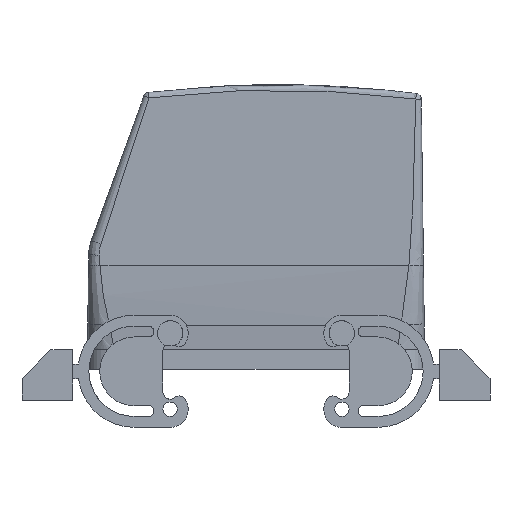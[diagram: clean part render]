
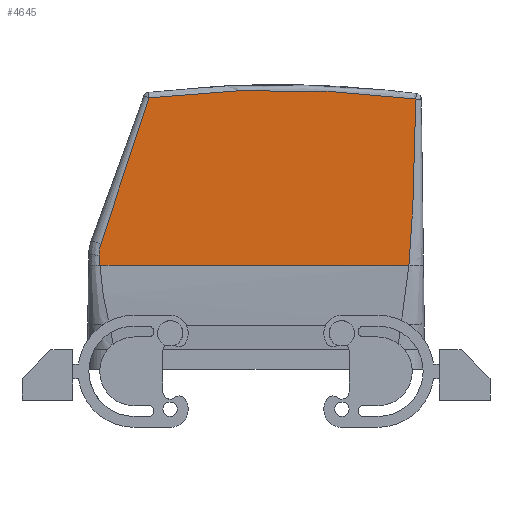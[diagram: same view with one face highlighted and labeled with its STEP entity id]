
A CAD part, left-side view. The second image highlights one B-rep face of the part: STEP entity #4645.
In plain terms, the highlighted planar face has unit normal (-1, 0, 0).
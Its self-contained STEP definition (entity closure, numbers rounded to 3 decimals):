
#2830=AXIS2_PLACEMENT_3D('Circle Axis2P3D',#2828,#2829,$) ;
#4627=AXIS2_PLACEMENT_3D('Plane Axis2P3D',#4624,#4625,#4626) ;
#2798=CARTESIAN_POINT('Vertex',(5.75,94.338,91.171)) ;
#2825=CARTESIAN_POINT('Vertex',(5.75,20.545,90.845)) ;
#2828=CARTESIAN_POINT('Axis2P3D Location',(5.75,58.75,-205.2)) ;
#3084=CARTESIAN_POINT('Vertex',(5.75,22.44,44.838)) ;
#3107=CARTESIAN_POINT('Line Origine',(5.75,64.07,44.838)) ;
#3111=CARTESIAN_POINT('Vertex',(5.75,107.924,44.838)) ;
#3585=CARTESIAN_POINT('Control Point',(5.75,108.057,47.661)) ;
#3586=CARTESIAN_POINT('Control Point',(5.75,108.035,47.097)) ;
#3587=CARTESIAN_POINT('Control Point',(5.75,108.011,46.532)) ;
#3588=CARTESIAN_POINT('Control Point',(5.75,107.985,45.968)) ;
#3589=CARTESIAN_POINT('Control Point',(5.75,107.956,45.403)) ;
#3590=CARTESIAN_POINT('Control Point',(5.75,107.924,44.838)) ;
#3591=CARTESIAN_POINT('Vertex',(5.75,108.057,47.661)) ;
#3983=CARTESIAN_POINT('Control Point',(5.75,20.545,90.845)) ;
#3984=CARTESIAN_POINT('Control Point',(5.75,20.579,88.611)) ;
#3985=CARTESIAN_POINT('Control Point',(5.75,20.618,86.365)) ;
#3986=CARTESIAN_POINT('Control Point',(5.75,20.661,84.133)) ;
#3987=CARTESIAN_POINT('Control Point',(5.75,20.759,79.655)) ;
#3988=CARTESIAN_POINT('Control Point',(5.75,20.878,75.181)) ;
#3989=CARTESIAN_POINT('Control Point',(5.75,20.942,72.943)) ;
#3990=CARTESIAN_POINT('Control Point',(5.75,21.072,68.725)) ;
#3991=CARTESIAN_POINT('Control Point',(5.75,21.22,64.508)) ;
#3992=CARTESIAN_POINT('Control Point',(5.75,21.295,62.529)) ;
#3993=CARTESIAN_POINT('Control Point',(5.75,21.416,59.564)) ;
#3994=CARTESIAN_POINT('Control Point',(5.75,21.56,56.6)) ;
#3995=CARTESIAN_POINT('Control Point',(5.75,21.611,55.59)) ;
#3996=CARTESIAN_POINT('Control Point',(5.75,21.764,52.847)) ;
#3997=CARTESIAN_POINT('Control Point',(5.75,21.954,50.105)) ;
#3998=CARTESIAN_POINT('Control Point',(5.75,22.096,48.349)) ;
#3999=CARTESIAN_POINT('Control Point',(5.75,22.259,46.593)) ;
#4000=CARTESIAN_POINT('Control Point',(5.75,22.44,44.838)) ;
#4600=CARTESIAN_POINT('Vertex',(5.75,107.702,50.689)) ;
#4604=CARTESIAN_POINT('Control Point',(5.75,94.338,91.171)) ;
#4605=CARTESIAN_POINT('Control Point',(5.75,95.421,88.045)) ;
#4606=CARTESIAN_POINT('Control Point',(5.75,96.498,84.917)) ;
#4607=CARTESIAN_POINT('Control Point',(5.75,97.561,81.787)) ;
#4608=CARTESIAN_POINT('Control Point',(5.75,99.667,75.522)) ;
#4609=CARTESIAN_POINT('Control Point',(5.75,101.735,69.249)) ;
#4610=CARTESIAN_POINT('Control Point',(5.75,102.762,66.109)) ;
#4611=CARTESIAN_POINT('Control Point',(5.75,104.376,61.146)) ;
#4612=CARTESIAN_POINT('Control Point',(5.75,105.97,56.176)) ;
#4613=CARTESIAN_POINT('Control Point',(5.75,106.552,54.351)) ;
#4614=CARTESIAN_POINT('Control Point',(5.75,107.131,52.518)) ;
#4615=CARTESIAN_POINT('Control Point',(5.75,107.702,50.689)) ;
#4624=CARTESIAN_POINT('Axis2P3D Location',(5.75,-1.309,-18.643)) ;
#4630=CARTESIAN_POINT('Control Point',(5.75,107.702,50.689)) ;
#4631=CARTESIAN_POINT('Control Point',(5.75,107.877,50.101)) ;
#4632=CARTESIAN_POINT('Control Point',(5.75,108.002,49.497)) ;
#4633=CARTESIAN_POINT('Control Point',(5.75,108.074,48.885)) ;
#4634=CARTESIAN_POINT('Control Point',(5.75,108.093,48.271)) ;
#4635=CARTESIAN_POINT('Control Point',(5.75,108.057,47.661)) ;
#2829=DIRECTION('Axis2P3D Direction',(-1.,0.,0.)) ;
#3108=DIRECTION('Vector Direction',(0.,-1.,0.)) ;
#4625=DIRECTION('Axis2P3D Direction',(-1.,0.,0.)) ;
#4626=DIRECTION('Axis2P3D XDirection',(0.,-0.317,0.949)) ;
#3109=VECTOR('Line Direction',#3108,1.) ;
#4638=ORIENTED_EDGE('',*,*,#4616,.F.) ;
#4639=ORIENTED_EDGE('',*,*,#4636,.F.) ;
#4640=ORIENTED_EDGE('',*,*,#3593,.F.) ;
#4641=ORIENTED_EDGE('',*,*,#3113,.T.) ;
#4642=ORIENTED_EDGE('',*,*,#4001,.T.) ;
#4643=ORIENTED_EDGE('',*,*,#2832,.T.) ;
#4645=ADVANCED_FACE('Hood',(#4644),#4628,.T.) ;
#3584=B_SPLINE_CURVE_WITH_KNOTS('',5,(#3585,#3586,#3587,#3588,#3589,#3590),.UNSPECIFIED.,.F.,.U.,(6,6),(114.103,116.927),.UNSPECIFIED.) ;
#3982=B_SPLINE_CURVE_WITH_KNOTS('',5,(#3983,#3984,#3985,#3986,#3987,#3988,#3989,#3990,#3991,#3992,#3993,#3994,#3995,#3996,#3997,#3998,#3999,#4000),.UNSPECIFIED.,.F.,.U.,(6,3,3,3,3,6),(29.839,41.032,52.226,62.13,67.06,75.862),.UNSPECIFIED.) ;
#4603=B_SPLINE_CURVE_WITH_KNOTS('',5,(#4604,#4605,#4606,#4607,#4608,#4609,#4610,#4611,#4612,#4613,#4614,#4615),.UNSPECIFIED.,.F.,.U.,(6,3,3,6),(68.67,85.18,101.689,111.294),.UNSPECIFIED.) ;
#4629=B_SPLINE_CURVE_WITH_KNOTS('',5,(#4630,#4631,#4632,#4633,#4634,#4635),.UNSPECIFIED.,.F.,.U.,(6,6),(0.,4.34),.UNSPECIFIED.) ;
#2831=CIRCLE('generated circle',#2830,298.5) ;
#2832=EDGE_CURVE('',#2826,#2799,#2831,.T.) ;
#3113=EDGE_CURVE('',#3112,#3085,#3110,.T.) ;
#3593=EDGE_CURVE('',#3112,#3592,#3584,.F.) ;
#4001=EDGE_CURVE('',#3085,#2826,#3982,.F.) ;
#4616=EDGE_CURVE('',#4601,#2799,#4603,.F.) ;
#4636=EDGE_CURVE('',#3592,#4601,#4629,.F.) ;
#4637=EDGE_LOOP('',(#4638,#4639,#4640,#4641,#4642,#4643)) ;
#4644=FACE_OUTER_BOUND('',#4637,.T.) ;
#3110=LINE('Line',#3107,#3109) ;
#4628=PLANE('',#4627) ;
#2799=VERTEX_POINT('',#2798) ;
#2826=VERTEX_POINT('',#2825) ;
#3085=VERTEX_POINT('',#3084) ;
#3112=VERTEX_POINT('',#3111) ;
#3592=VERTEX_POINT('',#3591) ;
#4601=VERTEX_POINT('',#4600) ;
